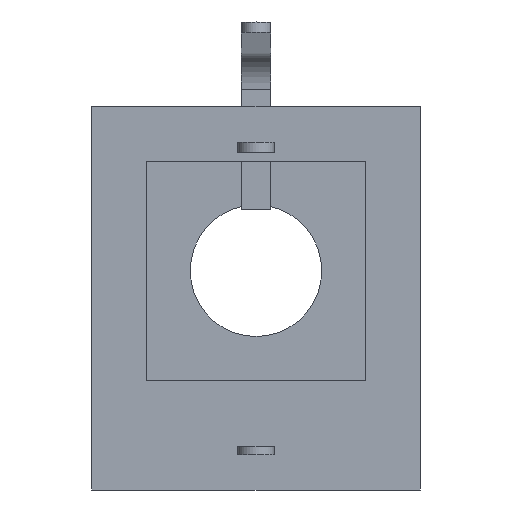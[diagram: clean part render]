
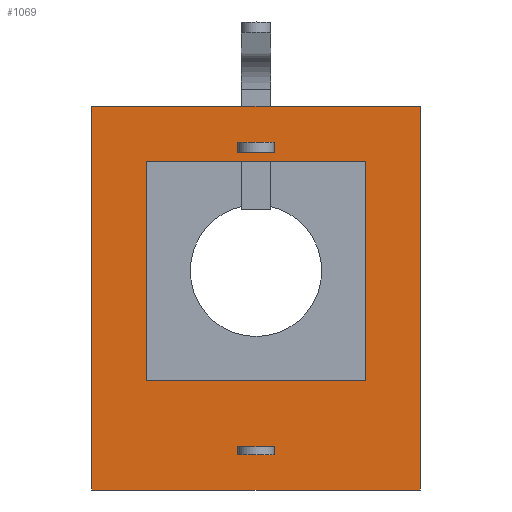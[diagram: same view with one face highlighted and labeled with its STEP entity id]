
A CAD part, front view. The second image highlights one B-rep face of the part: STEP entity #1069.
In plain terms, the highlighted planar face has unit normal (0, -1, 0).
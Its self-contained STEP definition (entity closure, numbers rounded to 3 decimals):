
#79=FACE_BOUND('',#175,.T.);
#110=FACE_OUTER_BOUND('',#174,.T.);
#174=EDGE_LOOP('',(#832,#833,#834,#835));
#175=EDGE_LOOP('',(#836,#837,#838,#839));
#241=LINE('',#1596,#365);
#256=LINE('',#1627,#380);
#276=LINE('',#1665,#400);
#278=LINE('',#1669,#402);
#280=LINE('',#1672,#404);
#282=LINE('',#1676,#406);
#283=LINE('',#1679,#407);
#285=LINE('',#1682,#409);
#365=VECTOR('',#1283,10.);
#380=VECTOR('',#1308,10.);
#400=VECTOR('',#1340,10.);
#402=VECTOR('',#1344,10.);
#404=VECTOR('',#1348,10.);
#406=VECTOR('',#1352,10.);
#407=VECTOR('',#1355,10.);
#409=VECTOR('',#1359,10.);
#482=VERTEX_POINT('',#1593);
#483=VERTEX_POINT('',#1595);
#493=VERTEX_POINT('',#1624);
#494=VERTEX_POINT('',#1626);
#506=VERTEX_POINT('',#1664);
#507=VERTEX_POINT('',#1668);
#508=VERTEX_POINT('',#1674);
#509=VERTEX_POINT('',#1678);
#583=EDGE_CURVE('',#483,#482,#241,.T.);
#598=EDGE_CURVE('',#494,#493,#256,.T.);
#618=EDGE_CURVE('',#506,#483,#276,.T.);
#620=EDGE_CURVE('',#507,#506,#278,.T.);
#622=EDGE_CURVE('',#482,#507,#280,.T.);
#624=EDGE_CURVE('',#493,#508,#282,.T.);
#625=EDGE_CURVE('',#509,#494,#283,.T.);
#627=EDGE_CURVE('',#508,#509,#285,.T.);
#832=ORIENTED_EDGE('',*,*,#627,.T.);
#833=ORIENTED_EDGE('',*,*,#625,.T.);
#834=ORIENTED_EDGE('',*,*,#598,.T.);
#835=ORIENTED_EDGE('',*,*,#624,.T.);
#836=ORIENTED_EDGE('',*,*,#622,.T.);
#837=ORIENTED_EDGE('',*,*,#620,.T.);
#838=ORIENTED_EDGE('',*,*,#618,.T.);
#839=ORIENTED_EDGE('',*,*,#583,.T.);
#1017=PLANE('',#1174);
#1069=ADVANCED_FACE('',(#110,#79),#1017,.T.);
#1174=AXIS2_PLACEMENT_3D('',#1683,#1360,#1361);
#1283=DIRECTION('',(0.,0.,1.));
#1308=DIRECTION('',(1.,0.,0.));
#1340=DIRECTION('',(-1.,0.,0.));
#1344=DIRECTION('',(0.,0.,-1.));
#1348=DIRECTION('',(1.,0.,0.));
#1352=DIRECTION('',(0.,0.,1.));
#1355=DIRECTION('',(0.,0.,-1.));
#1359=DIRECTION('',(-1.,0.,0.));
#1360=DIRECTION('center_axis',(0.,-1.,0.));
#1361=DIRECTION('ref_axis',(0.,0.,-1.));
#1593=CARTESIAN_POINT('',(-3.,-9.,3.));
#1595=CARTESIAN_POINT('',(-3.,-9.,-3.));
#1596=CARTESIAN_POINT('',(-3.,-9.,3.));
#1624=CARTESIAN_POINT('',(4.5,-9.,-6.));
#1626=CARTESIAN_POINT('',(-4.5,-9.,-6.));
#1627=CARTESIAN_POINT('',(-4.5,-9.,-6.));
#1664=CARTESIAN_POINT('',(3.,-9.,-3.));
#1665=CARTESIAN_POINT('',(-3.,-9.,-3.));
#1668=CARTESIAN_POINT('',(3.,-9.,3.));
#1669=CARTESIAN_POINT('',(3.,-9.,-3.));
#1672=CARTESIAN_POINT('',(3.,-9.,3.));
#1674=CARTESIAN_POINT('',(4.5,-9.,4.5));
#1676=CARTESIAN_POINT('',(4.5,-9.,-6.));
#1678=CARTESIAN_POINT('',(-4.5,-9.,4.5));
#1679=CARTESIAN_POINT('',(-4.5,-9.,4.5));
#1682=CARTESIAN_POINT('',(4.5,-9.,4.5));
#1683=CARTESIAN_POINT('Origin',(0.,-9.,-0.75));
